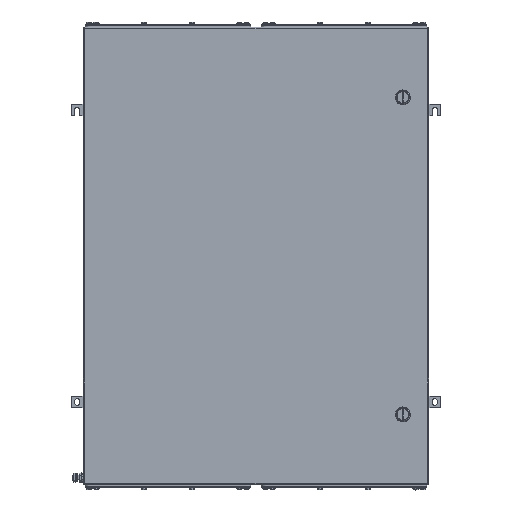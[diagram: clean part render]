
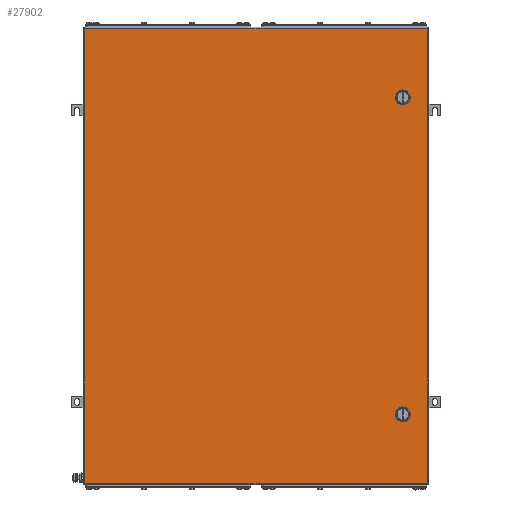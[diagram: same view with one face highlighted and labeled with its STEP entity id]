
A CAD part, top view. The second image highlights one B-rep face of the part: STEP entity #27902.
In plain terms, the highlighted planar face has unit normal (0, 0, 1).
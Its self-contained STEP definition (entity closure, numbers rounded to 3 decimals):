
#27716=AXIS2_PLACEMENT_3D('Circle Axis2P3D',#27714,#27715,$) ;
#27743=AXIS2_PLACEMENT_3D('Plane Axis2P3D',#27740,#27741,#27742) ;
#27788=AXIS2_PLACEMENT_3D('Circle Axis2P3D',#27786,#27787,$) ;
#27802=AXIS2_PLACEMENT_3D('Circle Axis2P3D',#27800,#27801,$) ;
#27816=AXIS2_PLACEMENT_3D('Circle Axis2P3D',#27814,#27815,$) ;
#27838=AXIS2_PLACEMENT_3D('Circle Axis2P3D',#27836,#27837,$) ;
#27854=AXIS2_PLACEMENT_3D('Circle Axis2P3D',#27852,#27853,$) ;
#27868=AXIS2_PLACEMENT_3D('Circle Axis2P3D',#27866,#27867,$) ;
#27882=AXIS2_PLACEMENT_3D('Circle Axis2P3D',#27880,#27881,$) ;
#27711=CARTESIAN_POINT('Vertex',(715.056,830.45,203.5)) ;
#27714=CARTESIAN_POINT('Axis2P3D Location',(710.,840.5,203.5)) ;
#27718=CARTESIAN_POINT('Vertex',(720.05,835.444,203.5)) ;
#27740=CARTESIAN_POINT('Axis2P3D Location',(395.5,501.,203.5)) ;
#27745=CARTESIAN_POINT('Line Origine',(395.5,987.5,203.5)) ;
#27749=CARTESIAN_POINT('Vertex',(762.,987.5,203.5)) ;
#27751=CARTESIAN_POINT('Vertex',(29.,987.5,203.5)) ;
#27754=CARTESIAN_POINT('Line Origine',(29.,501.,203.5)) ;
#27758=CARTESIAN_POINT('Vertex',(29.,14.5,203.5)) ;
#27761=CARTESIAN_POINT('Line Origine',(395.5,14.5,203.5)) ;
#27765=CARTESIAN_POINT('Vertex',(762.,14.5,203.5)) ;
#27768=CARTESIAN_POINT('Line Origine',(762.,501.,203.5)) ;
#27779=CARTESIAN_POINT('Line Origine',(710.,830.45,203.5)) ;
#27783=CARTESIAN_POINT('Vertex',(704.944,830.45,203.5)) ;
#27786=CARTESIAN_POINT('Axis2P3D Location',(710.,840.5,203.5)) ;
#27790=CARTESIAN_POINT('Vertex',(699.95,835.444,203.5)) ;
#27793=CARTESIAN_POINT('Line Origine',(699.95,840.5,203.5)) ;
#27797=CARTESIAN_POINT('Vertex',(699.95,845.556,203.5)) ;
#27800=CARTESIAN_POINT('Axis2P3D Location',(710.,840.5,203.5)) ;
#27804=CARTESIAN_POINT('Vertex',(704.944,850.55,203.5)) ;
#27807=CARTESIAN_POINT('Line Origine',(710.,850.55,203.5)) ;
#27811=CARTESIAN_POINT('Vertex',(715.056,850.55,203.5)) ;
#27814=CARTESIAN_POINT('Axis2P3D Location',(710.,840.5,203.5)) ;
#27818=CARTESIAN_POINT('Vertex',(720.05,845.556,203.5)) ;
#27821=CARTESIAN_POINT('Line Origine',(720.05,840.5,203.5)) ;
#27836=CARTESIAN_POINT('Axis2P3D Location',(710.,161.5,203.5)) ;
#27840=CARTESIAN_POINT('Vertex',(715.056,151.45,203.5)) ;
#27842=CARTESIAN_POINT('Vertex',(720.05,156.444,203.5)) ;
#27845=CARTESIAN_POINT('Line Origine',(710.,151.45,203.5)) ;
#27849=CARTESIAN_POINT('Vertex',(704.944,151.45,203.5)) ;
#27852=CARTESIAN_POINT('Axis2P3D Location',(710.,161.5,203.5)) ;
#27856=CARTESIAN_POINT('Vertex',(699.95,156.444,203.5)) ;
#27859=CARTESIAN_POINT('Line Origine',(699.95,161.5,203.5)) ;
#27863=CARTESIAN_POINT('Vertex',(699.95,166.556,203.5)) ;
#27866=CARTESIAN_POINT('Axis2P3D Location',(710.,161.5,203.5)) ;
#27870=CARTESIAN_POINT('Vertex',(704.944,171.55,203.5)) ;
#27873=CARTESIAN_POINT('Line Origine',(710.,171.55,203.5)) ;
#27877=CARTESIAN_POINT('Vertex',(715.056,171.55,203.5)) ;
#27880=CARTESIAN_POINT('Axis2P3D Location',(710.,161.5,203.5)) ;
#27884=CARTESIAN_POINT('Vertex',(720.05,166.556,203.5)) ;
#27887=CARTESIAN_POINT('Line Origine',(720.05,161.5,203.5)) ;
#27715=DIRECTION('Axis2P3D Direction',(0.,0.,1.)) ;
#27741=DIRECTION('Axis2P3D Direction',(0.,0.,1.)) ;
#27742=DIRECTION('Axis2P3D XDirection',(1.,0.,0.)) ;
#27746=DIRECTION('Vector Direction',(1.,0.,0.)) ;
#27755=DIRECTION('Vector Direction',(0.,-1.,0.)) ;
#27762=DIRECTION('Vector Direction',(1.,0.,0.)) ;
#27769=DIRECTION('Vector Direction',(0.,1.,0.)) ;
#27780=DIRECTION('Vector Direction',(1.,0.,0.)) ;
#27787=DIRECTION('Axis2P3D Direction',(0.,0.,1.)) ;
#27794=DIRECTION('Vector Direction',(0.,1.,0.)) ;
#27801=DIRECTION('Axis2P3D Direction',(0.,0.,1.)) ;
#27808=DIRECTION('Vector Direction',(1.,0.,0.)) ;
#27815=DIRECTION('Axis2P3D Direction',(0.,0.,1.)) ;
#27822=DIRECTION('Vector Direction',(0.,-1.,0.)) ;
#27837=DIRECTION('Axis2P3D Direction',(0.,0.,1.)) ;
#27846=DIRECTION('Vector Direction',(1.,0.,0.)) ;
#27853=DIRECTION('Axis2P3D Direction',(0.,0.,1.)) ;
#27860=DIRECTION('Vector Direction',(0.,1.,0.)) ;
#27867=DIRECTION('Axis2P3D Direction',(0.,0.,1.)) ;
#27874=DIRECTION('Vector Direction',(1.,0.,0.)) ;
#27881=DIRECTION('Axis2P3D Direction',(0.,0.,1.)) ;
#27888=DIRECTION('Vector Direction',(0.,-1.,0.)) ;
#27747=VECTOR('Line Direction',#27746,1.) ;
#27756=VECTOR('Line Direction',#27755,1.) ;
#27763=VECTOR('Line Direction',#27762,1.) ;
#27770=VECTOR('Line Direction',#27769,1.) ;
#27781=VECTOR('Line Direction',#27780,1.) ;
#27795=VECTOR('Line Direction',#27794,1.) ;
#27809=VECTOR('Line Direction',#27808,1.) ;
#27823=VECTOR('Line Direction',#27822,1.) ;
#27847=VECTOR('Line Direction',#27846,1.) ;
#27861=VECTOR('Line Direction',#27860,1.) ;
#27875=VECTOR('Line Direction',#27874,1.) ;
#27889=VECTOR('Line Direction',#27888,1.) ;
#27774=ORIENTED_EDGE('',*,*,#27753,.T.) ;
#27775=ORIENTED_EDGE('',*,*,#27760,.T.) ;
#27776=ORIENTED_EDGE('',*,*,#27767,.T.) ;
#27777=ORIENTED_EDGE('',*,*,#27772,.T.) ;
#27827=ORIENTED_EDGE('',*,*,#27785,.F.) ;
#27828=ORIENTED_EDGE('',*,*,#27792,.F.) ;
#27829=ORIENTED_EDGE('',*,*,#27799,.T.) ;
#27830=ORIENTED_EDGE('',*,*,#27806,.F.) ;
#27831=ORIENTED_EDGE('',*,*,#27813,.T.) ;
#27832=ORIENTED_EDGE('',*,*,#27820,.F.) ;
#27833=ORIENTED_EDGE('',*,*,#27825,.T.) ;
#27834=ORIENTED_EDGE('',*,*,#27720,.F.) ;
#27893=ORIENTED_EDGE('',*,*,#27844,.F.) ;
#27894=ORIENTED_EDGE('',*,*,#27851,.F.) ;
#27895=ORIENTED_EDGE('',*,*,#27858,.F.) ;
#27896=ORIENTED_EDGE('',*,*,#27865,.T.) ;
#27897=ORIENTED_EDGE('',*,*,#27872,.F.) ;
#27898=ORIENTED_EDGE('',*,*,#27879,.T.) ;
#27899=ORIENTED_EDGE('',*,*,#27886,.F.) ;
#27900=ORIENTED_EDGE('',*,*,#27891,.T.) ;
#27835=FACE_BOUND('',#27826,.T.) ;
#27901=FACE_BOUND('',#27892,.T.) ;
#27902=ADVANCED_FACE('ZUB_KTB_QL_987420_2GP_AllCATPart_AllCATPart.2\\ZUB_KTB_QL_987420_2GP_AllCATPart.2\\ZUB_DE_KTB_QL.1\\DE_KTB_MH_PART_MASTER.1\\Koerper.2',(#27778,#27835,#27901),#27744,.T.) ;
#27717=CIRCLE('generated circle',#27716,11.25) ;
#27789=CIRCLE('generated circle',#27788,11.25) ;
#27803=CIRCLE('generated circle',#27802,11.25) ;
#27817=CIRCLE('generated circle',#27816,11.25) ;
#27839=CIRCLE('generated circle',#27838,11.25) ;
#27855=CIRCLE('generated circle',#27854,11.25) ;
#27869=CIRCLE('generated circle',#27868,11.25) ;
#27883=CIRCLE('generated circle',#27882,11.25) ;
#27720=EDGE_CURVE('',#27712,#27719,#27717,.T.) ;
#27753=EDGE_CURVE('',#27750,#27752,#27748,.F.) ;
#27760=EDGE_CURVE('',#27752,#27759,#27757,.T.) ;
#27767=EDGE_CURVE('',#27759,#27766,#27764,.T.) ;
#27772=EDGE_CURVE('',#27766,#27750,#27771,.T.) ;
#27785=EDGE_CURVE('',#27784,#27712,#27782,.T.) ;
#27792=EDGE_CURVE('',#27791,#27784,#27789,.T.) ;
#27799=EDGE_CURVE('',#27791,#27798,#27796,.T.) ;
#27806=EDGE_CURVE('',#27805,#27798,#27803,.T.) ;
#27813=EDGE_CURVE('',#27805,#27812,#27810,.T.) ;
#27820=EDGE_CURVE('',#27819,#27812,#27817,.T.) ;
#27825=EDGE_CURVE('',#27819,#27719,#27824,.T.) ;
#27844=EDGE_CURVE('',#27841,#27843,#27839,.T.) ;
#27851=EDGE_CURVE('',#27850,#27841,#27848,.T.) ;
#27858=EDGE_CURVE('',#27857,#27850,#27855,.T.) ;
#27865=EDGE_CURVE('',#27857,#27864,#27862,.T.) ;
#27872=EDGE_CURVE('',#27871,#27864,#27869,.T.) ;
#27879=EDGE_CURVE('',#27871,#27878,#27876,.T.) ;
#27886=EDGE_CURVE('',#27885,#27878,#27883,.T.) ;
#27891=EDGE_CURVE('',#27885,#27843,#27890,.T.) ;
#27773=EDGE_LOOP('',(#27774,#27775,#27776,#27777)) ;
#27826=EDGE_LOOP('',(#27827,#27828,#27829,#27830,#27831,#27832,#27833,#27834)) ;
#27892=EDGE_LOOP('',(#27893,#27894,#27895,#27896,#27897,#27898,#27899,#27900)) ;
#27778=FACE_OUTER_BOUND('',#27773,.T.) ;
#27748=LINE('Line',#27745,#27747) ;
#27757=LINE('Line',#27754,#27756) ;
#27764=LINE('Line',#27761,#27763) ;
#27771=LINE('Line',#27768,#27770) ;
#27782=LINE('Line',#27779,#27781) ;
#27796=LINE('Line',#27793,#27795) ;
#27810=LINE('Line',#27807,#27809) ;
#27824=LINE('Line',#27821,#27823) ;
#27848=LINE('Line',#27845,#27847) ;
#27862=LINE('Line',#27859,#27861) ;
#27876=LINE('Line',#27873,#27875) ;
#27890=LINE('Line',#27887,#27889) ;
#27744=PLANE('',#27743) ;
#27712=VERTEX_POINT('',#27711) ;
#27719=VERTEX_POINT('',#27718) ;
#27750=VERTEX_POINT('',#27749) ;
#27752=VERTEX_POINT('',#27751) ;
#27759=VERTEX_POINT('',#27758) ;
#27766=VERTEX_POINT('',#27765) ;
#27784=VERTEX_POINT('',#27783) ;
#27791=VERTEX_POINT('',#27790) ;
#27798=VERTEX_POINT('',#27797) ;
#27805=VERTEX_POINT('',#27804) ;
#27812=VERTEX_POINT('',#27811) ;
#27819=VERTEX_POINT('',#27818) ;
#27841=VERTEX_POINT('',#27840) ;
#27843=VERTEX_POINT('',#27842) ;
#27850=VERTEX_POINT('',#27849) ;
#27857=VERTEX_POINT('',#27856) ;
#27864=VERTEX_POINT('',#27863) ;
#27871=VERTEX_POINT('',#27870) ;
#27878=VERTEX_POINT('',#27877) ;
#27885=VERTEX_POINT('',#27884) ;
